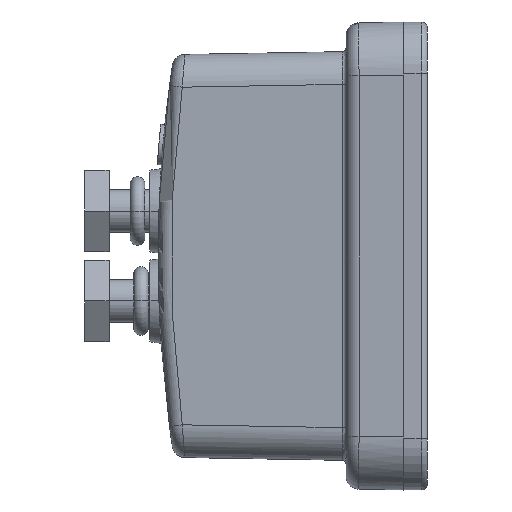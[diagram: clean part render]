
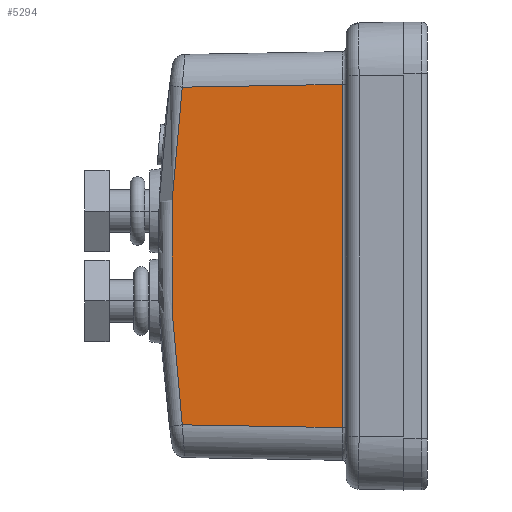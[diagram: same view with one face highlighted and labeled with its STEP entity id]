
A CAD part, left-side view. The second image highlights one B-rep face of the part: STEP entity #5294.
In plain terms, the highlighted planar face has unit normal (-1, 0.018, 0).
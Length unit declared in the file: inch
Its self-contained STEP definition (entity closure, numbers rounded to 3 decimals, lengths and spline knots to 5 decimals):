
#389=DIRECTION('',(0.,0.,-1.));
#390=VECTOR('',#389,1.65292);
#391=CARTESIAN_POINT('',(0.14298,0.29678,
-0.30043));
#392=LINE('',#391,#390);
#397=DIRECTION('',(0.017,1.,-0.017));
#398=VECTOR('',#397,0.77034);
#399=CARTESIAN_POINT('',(0.14298,0.29678,
-0.30043));
#400=LINE('',#399,#398);
#401=DIRECTION('',(-0.017,-1.,-0.017));
#402=VECTOR('',#401,0.77034);
#403=CARTESIAN_POINT('',(0.15644,1.06689,-1.93991));
#404=LINE('',#403,#402);
#405=CARTESIAN_POINT('',(0.05043,-5.00504,
-1.12689));
#406=DIRECTION('',(-1.,0.017,0.));
#407=DIRECTION('',(0.017,0.991,0.133));
#408=AXIS2_PLACEMENT_3D('',#405,#406,#407);
#540=CARTESIAN_POINT('',(0.15644,1.06689,
-0.31387));
#4525=CARTESIAN_POINT('',(0.15642,1.06689,
-1.93991));
#4526=VERTEX_POINT('',#4525);
#4527=VERTEX_POINT('',#540);
#4528=CARTESIAN_POINT('',(0.14298,0.29678,
-0.30043));
#4530=VERTEX_POINT('',#4528);
#4561=CARTESIAN_POINT('',(0.14298,0.29678,
-1.95335));
#4562=VERTEX_POINT('',#4561);
#5280=CARTESIAN_POINT('',(0.15017,0.70892,
-1.12689));
#5281=DIRECTION('',(1.,-0.017,0.));
#5282=DIRECTION('',(0.,0.,-1.));
#5283=AXIS2_PLACEMENT_3D('',#5280,#5281,#5282);
#5284=PLANE('',#5283);
#5286=ORIENTED_EDGE('',*,*,#5285,.F.);
#5287=ORIENTED_EDGE('',*,*,#5273,.T.);
#5289=ORIENTED_EDGE('',*,*,#5288,.F.);
#5291=ORIENTED_EDGE('',*,*,#5290,.F.);
#5292=EDGE_LOOP('',(#5286,#5287,#5289,#5291));
#5293=FACE_OUTER_BOUND('',#5292,.F.);
#5294=ADVANCED_FACE('',(#5293),#5284,.F.);
#409=CIRCLE('',#408,6.12703);
#5273=EDGE_CURVE('',#4530,#4562,#392,.T.);
#5285=EDGE_CURVE('',#4530,#4527,#400,.T.);
#5288=EDGE_CURVE('',#4526,#4562,#404,.T.);
#5290=EDGE_CURVE('',#4527,#4526,#409,.T.);
